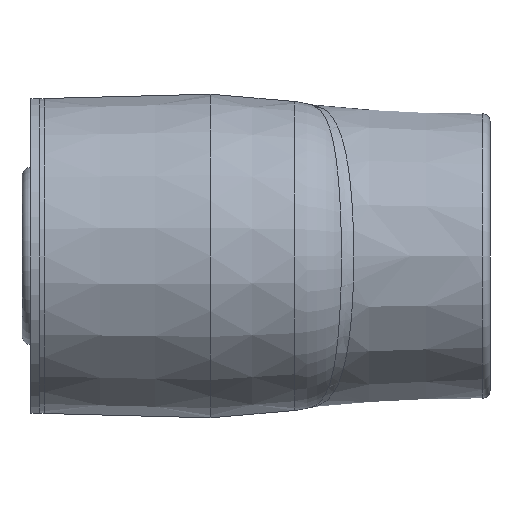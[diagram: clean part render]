
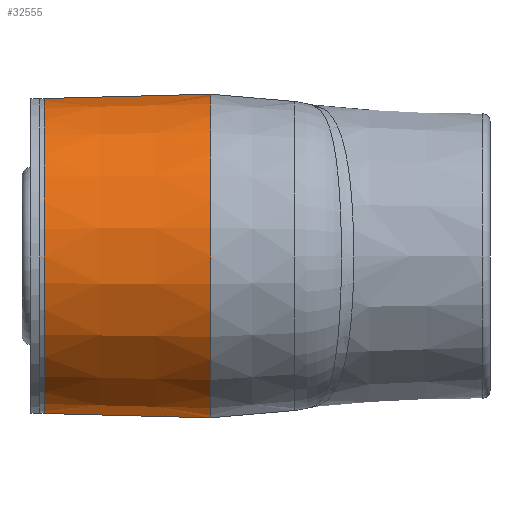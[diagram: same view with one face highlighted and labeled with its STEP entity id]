
A CAD part, left-side view. The second image highlights one B-rep face of the part: STEP entity #32555.
In plain terms, the highlighted conical face has half-angle 1.5 degrees and reference radius 56.356 mm.
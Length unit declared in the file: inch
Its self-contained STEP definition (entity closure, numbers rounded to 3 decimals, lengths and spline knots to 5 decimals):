
#235=CONICAL_SURFACE('',#34303,2.21875,0.026);
#356=CIRCLE('',#34213,2.28012);
#398=CIRCLE('',#34288,2.21875);
#2225=LINE('',#52766,#5102);
#2231=LINE('',#52792,#5108);
#5102=VECTOR('',#37958,0.3937);
#5108=VECTOR('',#37998,0.3937);
#8125=FACE_OUTER_BOUND('',#10028,.T.);
#10028=EDGE_LOOP('',(#26111,#26112,#26113,#26114));
#14375=VERTEX_POINT('',#50659);
#14376=VERTEX_POINT('',#50661);
#14455=VERTEX_POINT('',#52765);
#14457=VERTEX_POINT('',#52772);
#18454=EDGE_CURVE('',#14376,#14375,#356,.T.);
#18588=EDGE_CURVE('',#14455,#14376,#2225,.T.);
#18594=EDGE_CURVE('',#14455,#14457,#398,.T.);
#18601=EDGE_CURVE('',#14457,#14375,#2231,.T.);
#26111=ORIENTED_EDGE('',*,*,#18601,.F.);
#26112=ORIENTED_EDGE('',*,*,#18594,.F.);
#26113=ORIENTED_EDGE('',*,*,#18588,.T.);
#26114=ORIENTED_EDGE('',*,*,#18454,.T.);
#32555=ADVANCED_FACE('',(#8125),#235,.T.);
#34213=AXIS2_PLACEMENT_3D('',#50662,#37789,#37790);
#34288=AXIS2_PLACEMENT_3D('',#52776,#37967,#37968);
#34303=AXIS2_PLACEMENT_3D('',#52793,#37999,#38000);
#37789=DIRECTION('center_axis',(0.,1.,0.));
#37790=DIRECTION('ref_axis',(0.,0.,-1.));
#37958=DIRECTION('',(0.,-1.,-0.026));
#37967=DIRECTION('center_axis',(0.,1.,0.));
#37968=DIRECTION('ref_axis',(0.,0.,-1.));
#37998=DIRECTION('',(0.,-1.,0.026));
#37999=DIRECTION('center_axis',(0.,-1.,0.));
#38000=DIRECTION('ref_axis',(0.,0.,-1.));
#50659=CARTESIAN_POINT('',(-3.90625,0.,2.28012));
#50661=CARTESIAN_POINT('',(-3.90625,0.,-2.28012));
#50662=CARTESIAN_POINT('Origin',(-3.90625,0.,0.));
#52765=CARTESIAN_POINT('',(-3.90625,2.34375,-2.21875));
#52766=CARTESIAN_POINT('',(-3.90625,2.34375,-2.21875));
#52772=CARTESIAN_POINT('',(-3.90625,2.34375,2.21875));
#52776=CARTESIAN_POINT('Origin',(-3.90625,2.34375,0.));
#52792=CARTESIAN_POINT('',(-3.90625,2.34375,2.21875));
#52793=CARTESIAN_POINT('Origin',(-3.90625,2.34375,0.));
